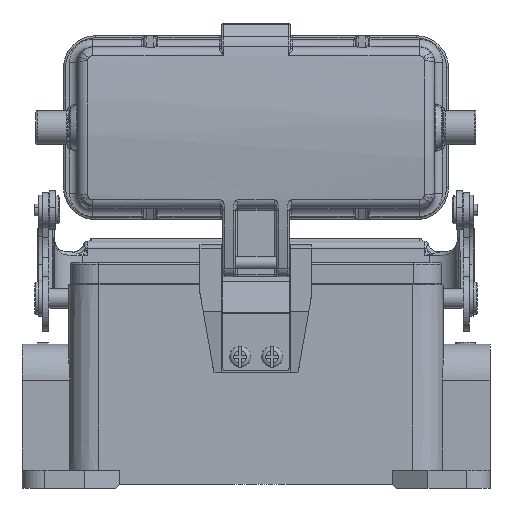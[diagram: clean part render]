
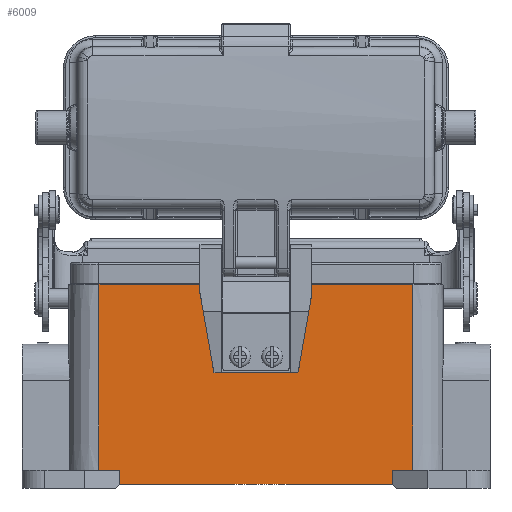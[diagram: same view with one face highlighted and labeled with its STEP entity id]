
A CAD part, front view. The second image highlights one B-rep face of the part: STEP entity #6009.
In plain terms, the highlighted planar face has unit normal (0, -1, 0.009).
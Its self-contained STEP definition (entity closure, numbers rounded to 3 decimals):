
#4141=FACE_BOUND('',#11049,.T.);
#4142=FACE_BOUND('',#11050,.T.);
#4143=FACE_BOUND('',#11051,.T.);
#4144=FACE_BOUND('',#11052,.T.);
#4632=CIRCLE('',#39041,1.5);
#4633=CIRCLE('',#39042,1.5);
#4634=CIRCLE('',#39043,1.5);
#6009=ADVANCED_FACE('',(#4141,#4142,#4143,#4144),#8028,.T.);
#8028=PLANE('',#39044);
#11049=EDGE_LOOP('',(#14765));
#11050=EDGE_LOOP('',(#14766));
#11051=EDGE_LOOP('',(#14767));
#11052=EDGE_LOOP('',(#14768,#14769,#14770,#14771,#14772,#14773,#14774,#14775,
#14776,#14777,#14778,#14779));
#14765=ORIENTED_EDGE('',*,*,#28803,.F.);
#14766=ORIENTED_EDGE('',*,*,#28804,.F.);
#14767=ORIENTED_EDGE('',*,*,#28805,.F.);
#14768=ORIENTED_EDGE('',*,*,#28800,.T.);
#14769=ORIENTED_EDGE('',*,*,#28784,.T.);
#14770=ORIENTED_EDGE('',*,*,#28602,.F.);
#14771=ORIENTED_EDGE('',*,*,#28594,.T.);
#14772=ORIENTED_EDGE('',*,*,#28587,.F.);
#14773=ORIENTED_EDGE('',*,*,#28806,.T.);
#14774=ORIENTED_EDGE('',*,*,#28549,.F.);
#14775=ORIENTED_EDGE('',*,*,#28537,.T.);
#14776=ORIENTED_EDGE('',*,*,#28528,.T.);
#14777=ORIENTED_EDGE('',*,*,#28512,.T.);
#14778=ORIENTED_EDGE('',*,*,#28511,.F.);
#14779=ORIENTED_EDGE('',*,*,#28802,.F.);
#24663=VERTEX_POINT('',#52558);
#24664=VERTEX_POINT('',#52560);
#24665=VERTEX_POINT('',#52564);
#24678=VERTEX_POINT('',#52607);
#24684=VERTEX_POINT('',#52630);
#24694=VERTEX_POINT('',#52665);
#24715=VERTEX_POINT('',#52734);
#24717=VERTEX_POINT('',#52738);
#24722=VERTEX_POINT('',#52754);
#24729=VERTEX_POINT('',#52770);
#24849=VERTEX_POINT('',#53267);
#24858=VERTEX_POINT('',#53299);
#24859=VERTEX_POINT('',#53305);
#24860=VERTEX_POINT('',#53307);
#24861=VERTEX_POINT('',#53309);
#28511=EDGE_CURVE('',#24664,#24663,#33871,.T.);
#28512=EDGE_CURVE('',#24665,#24663,#33872,.T.);
#28528=EDGE_CURVE('',#24678,#24665,#33884,.T.);
#28537=EDGE_CURVE('',#24684,#24678,#33889,.T.);
#28549=EDGE_CURVE('',#24684,#24694,#33896,.T.);
#28587=EDGE_CURVE('',#24717,#24715,#33925,.T.);
#28594=EDGE_CURVE('',#24722,#24715,#33928,.T.);
#28602=EDGE_CURVE('',#24722,#24729,#33935,.T.);
#28784=EDGE_CURVE('',#24849,#24729,#34069,.T.);
#28800=EDGE_CURVE('',#24858,#24849,#34082,.T.);
#28802=EDGE_CURVE('',#24858,#24664,#34084,.T.);
#28803=EDGE_CURVE('',#24859,#24859,#4632,.T.);
#28804=EDGE_CURVE('',#24860,#24860,#4633,.T.);
#28805=EDGE_CURVE('',#24861,#24861,#4634,.T.);
#28806=EDGE_CURVE('',#24717,#24694,#34085,.T.);
#33871=LINE('',#52561,#36335);
#33872=LINE('',#52563,#36336);
#33884=LINE('',#52606,#36348);
#33889=LINE('',#52629,#36353);
#33896=LINE('',#52664,#36360);
#33925=LINE('',#52739,#36389);
#33928=LINE('',#52753,#36392);
#33935=LINE('',#52769,#36399);
#34069=LINE('',#53266,#36533);
#34082=LINE('',#53298,#36546);
#34084=LINE('',#53302,#36548);
#34085=LINE('',#53310,#36549);
#36335=VECTOR('',#42984,1.);
#36336=VECTOR('',#42987,1.);
#36348=VECTOR('',#43011,1.);
#36353=VECTOR('',#43024,1.);
#36360=VECTOR('',#43043,1.);
#36389=VECTOR('',#43116,1.);
#36392=VECTOR('',#43133,1.);
#36399=VECTOR('',#43144,1.);
#36533=VECTOR('',#43428,1.);
#36546=VECTOR('',#43461,1.);
#36548=VECTOR('',#43465,1.);
#36549=VECTOR('',#43474,1.);
#39041=AXIS2_PLACEMENT_3D('',#53304,#43468,#43469);
#39042=AXIS2_PLACEMENT_3D('',#53306,#43470,#43471);
#39043=AXIS2_PLACEMENT_3D('',#53308,#43472,#43473);
#39044=AXIS2_PLACEMENT_3D('',#53311,#43475,#43476);
#42984=DIRECTION('',(1.,0.,0.));
#42987=DIRECTION('',(0.,-0.009,-1.));
#43011=DIRECTION('',(-1.,0.,0.));
#43024=DIRECTION('',(0.,0.009,1.));
#43043=DIRECTION('',(-1.,0.,0.));
#43116=DIRECTION('',(-1.,0.,0.));
#43133=DIRECTION('',(0.,-0.009,-1.));
#43144=DIRECTION('',(-1.,0.,0.));
#43428=DIRECTION('',(0.,-0.009,-1.));
#43461=DIRECTION('',(-1.,0.,0.));
#43465=DIRECTION('',(0.,-0.009,-1.));
#43468=DIRECTION('',(0.,-1.,0.009));
#43469=DIRECTION('',(1.,0.,0.));
#43470=DIRECTION('',(0.,-1.,0.009));
#43471=DIRECTION('',(1.,0.,0.));
#43472=DIRECTION('',(0.,-1.,0.009));
#43473=DIRECTION('',(1.,0.,0.));
#43474=DIRECTION('',(0.,0.009,1.));
#43475=DIRECTION('',(0.,-1.,0.009));
#43476=DIRECTION('',(-1.,0.,0.));
#52558=CARTESIAN_POINT('',(1.6,-21.526,21.5));
#52560=CARTESIAN_POINT('',(-1.6,-21.526,21.5));
#52561=CARTESIAN_POINT('',(-1.6,-21.526,21.5));
#52563=CARTESIAN_POINT('',(1.6,-21.5,24.5));
#52564=CARTESIAN_POINT('',(1.6,-21.5,24.5));
#52606=CARTESIAN_POINT('',(39.25,-21.5,24.5));
#52607=CARTESIAN_POINT('',(39.25,-21.5,24.5));
#52629=CARTESIAN_POINT('',(39.25,-21.906,-22.));
#52630=CARTESIAN_POINT('',(39.25,-21.906,-22.));
#52664=CARTESIAN_POINT('',(39.25,-21.906,-22.));
#52665=CARTESIAN_POINT('',(34.,-21.906,-22.));
#52734=CARTESIAN_POINT('',(-34.,-21.936,-25.5));
#52738=CARTESIAN_POINT('',(34.,-21.936,-25.5));
#52739=CARTESIAN_POINT('',(34.,-21.936,-25.5));
#52753=CARTESIAN_POINT('',(-34.,-21.906,-22.));
#52754=CARTESIAN_POINT('',(-34.,-21.906,-22.));
#52769=CARTESIAN_POINT('',(-34.,-21.906,-22.));
#52770=CARTESIAN_POINT('',(-39.25,-21.906,-22.));
#53266=CARTESIAN_POINT('',(-39.25,-21.5,24.5));
#53267=CARTESIAN_POINT('',(-39.25,-21.5,24.5));
#53298=CARTESIAN_POINT('',(-1.6,-21.5,24.5));
#53299=CARTESIAN_POINT('',(-1.6,-21.5,24.5));
#53302=CARTESIAN_POINT('',(-1.6,-21.5,24.5));
#53304=CARTESIAN_POINT('',(4.,-21.66,6.212));
#53305=CARTESIAN_POINT('',(5.5,-21.66,6.212));
#53306=CARTESIAN_POINT('',(0.,-21.542,19.712));
#53307=CARTESIAN_POINT('',(1.5,-21.542,19.712));
#53308=CARTESIAN_POINT('',(-4.,-21.66,6.212));
#53309=CARTESIAN_POINT('',(-2.5,-21.66,6.212));
#53310=CARTESIAN_POINT('',(34.,-21.936,-25.5));
#53311=CARTESIAN_POINT('',(-41.628,-21.5,24.5));
